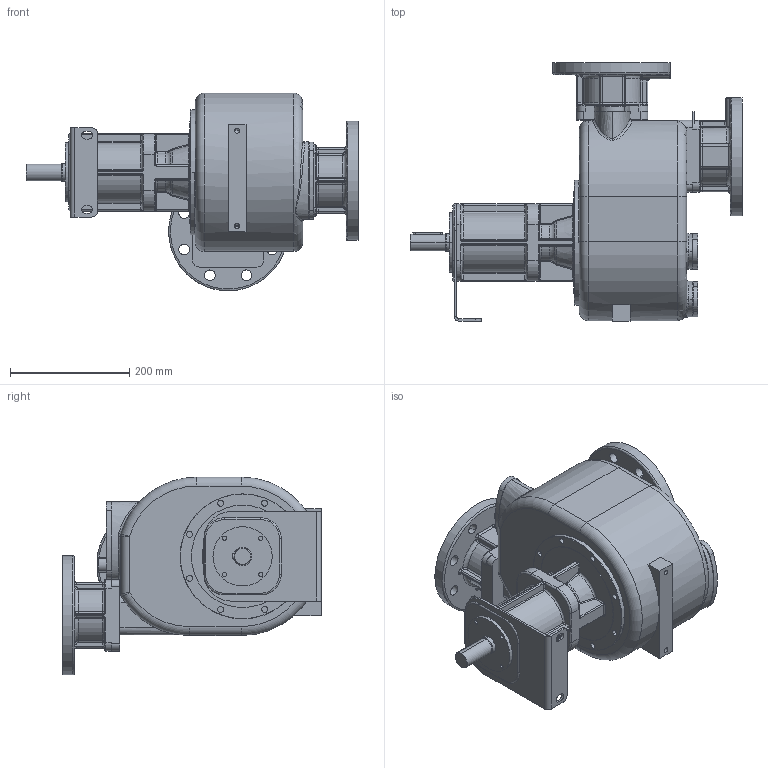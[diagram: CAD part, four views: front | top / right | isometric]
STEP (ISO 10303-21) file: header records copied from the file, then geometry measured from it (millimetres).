
FILE_DESCRIPTION((''),'2;1');
FILE_NAME('S_83_B_F','2018-03-02T17:03:22',('Nicola'),(''),'CREO PARAMETRIC BY PTC INC, 2017110','CREO PARAMETRIC BY PTC INC, 2017110','');
FILE_SCHEMA(('CONFIG_CONTROL_DESIGN'));
Length unit declared in the file: millimetre
Products named in the file (1): S_83_B_F
Bounding box: 557.5 x 434 x 331.99 mm (x, y, z)
Volume: 18423554.3 mm3; surface area: 826998.7 mm2
Topology: 2 solids, 2 shells, 920 faces, 2150 edges, 1274 vertices
Faces by surface type: cylinder 420, plane 188, torus 146, bspline 114, sphere 24, cone 22, extrusion 6
Entity records: 37809 total; most frequent: CARTESIAN_POINT 16842, DIRECTION 4596, ORIENTED_EDGE 4292, EDGE_CURVE 2146, AXIS2_PLACEMENT_3D 1915, VERTEX_POINT 1274, CIRCLE 1109, EDGE_LOOP 1026
